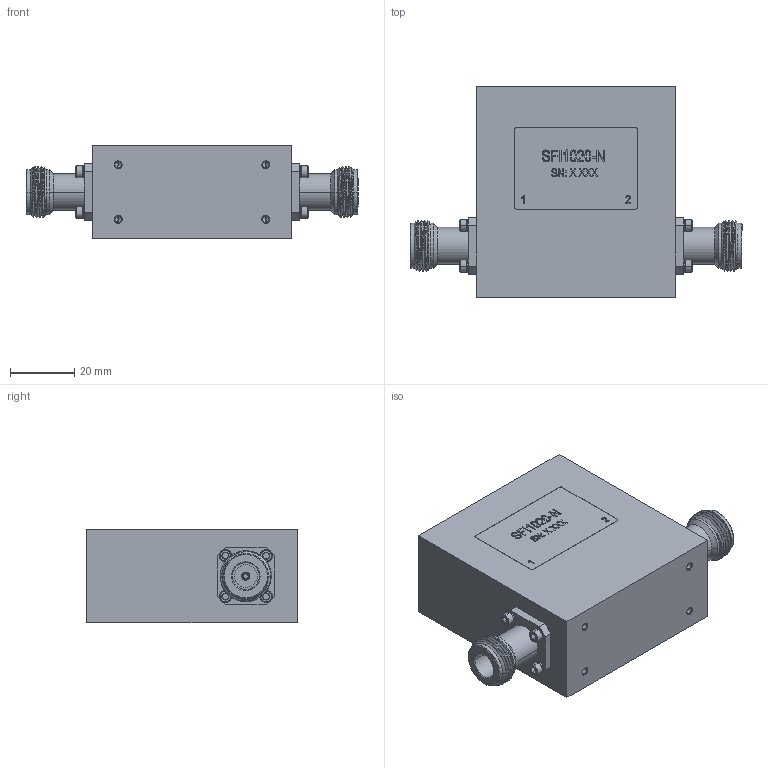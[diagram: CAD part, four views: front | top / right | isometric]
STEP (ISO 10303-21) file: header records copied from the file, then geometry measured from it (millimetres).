
FILE_DESCRIPTION (( 'STEP AP214' ), '1' );
FILE_NAME ('SFI1020-N_3D.step', '2024-07-03T19:47:10', ( '' ), ( '' ), 'SwSTEP 2.0', 'SolidWorks 2022', '' );
FILE_SCHEMA (( 'AUTOMOTIVE_DESIGN' ));
Length unit declared in the file: inch
Products named in the file (1): SFI1020-N_3D
Bounding box: 103.42 x 65.5 x 29.08 mm (x, y, z)
Volume: 122976.6 mm3; surface area: 19229.9 mm2
Topology: 1 solids, 1 shells, 630 faces, 1544 edges, 968 vertices
Faces by surface type: plane 298, cone 134, cylinder 110, bspline 88
Entity records: 25214 total; most frequent: CARTESIAN_POINT 10999, ORIENTED_EDGE 3056, DIRECTION 2694, EDGE_CURVE 1528, VERTEX_POINT 968, AXIS2_PLACEMENT_3D 915, LINE 864, VECTOR 864
